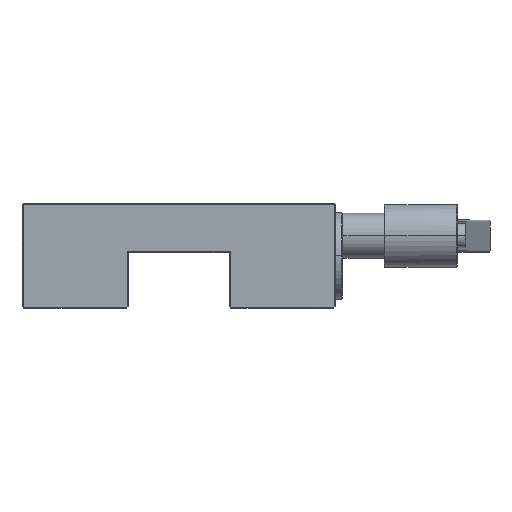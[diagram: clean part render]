
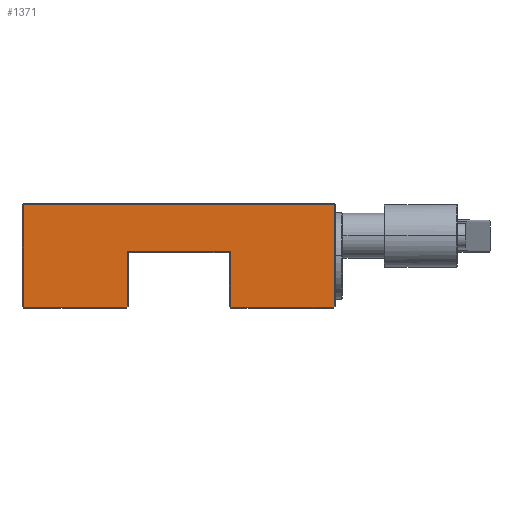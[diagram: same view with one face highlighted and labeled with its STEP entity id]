
A CAD part, top view. The second image highlights one B-rep face of the part: STEP entity #1371.
In plain terms, the highlighted planar face has unit normal (0, 0, 1).
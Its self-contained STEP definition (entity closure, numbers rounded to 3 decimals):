
#8 = EDGE_CURVE ( 'NONE', #1662, #4611, #1401, .T. ) ;
#46 = VERTEX_POINT ( 'NONE', #1060 ) ;
#75 = CARTESIAN_POINT ( 'NONE',  ( 0., 0., 17. ) ) ;
#107 = CARTESIAN_POINT ( 'NONE',  ( -14.8, -29.376, 17. ) ) ;
#190 = LINE ( 'NONE', #2935, #3366 ) ;
#310 = LINE ( 'NONE', #3879, #3845 ) ;
#426 = CARTESIAN_POINT ( 'NONE',  ( -44.7, -29.376, 17. ) ) ;
#472 = ORIENTED_EDGE ( 'NONE', *, *, #5063, .T. ) ;
#503 = CARTESIAN_POINT ( 'NONE',  ( -37.038, -37.038, 17. ) ) ;
#518 = ORIENTED_EDGE ( 'NONE', *, *, #4605, .T. ) ;
#519 = CARTESIAN_POINT ( 'NONE',  ( 15.124, -29.7, 17. ) ) ;
#607 = LINE ( 'NONE', #2705, #1500 ) ;
#641 = EDGE_CURVE ( 'NONE', #4611, #2541, #607, .T. ) ;
#758 = CARTESIAN_POINT ( 'NONE',  ( -7.288, -7.288, 17. ) ) ;
#799 = EDGE_CURVE ( 'NONE', #904, #1662, #1620, .T. ) ;
#849 = ORIENTED_EDGE ( 'NONE', *, *, #799, .T. ) ;
#872 = DIRECTION ( 'NONE',  ( 0.707, 0.707, 0. ) ) ;
#904 = VERTEX_POINT ( 'NONE', #426 ) ;
#933 = PLANE ( 'NONE',  #1337 ) ;
#959 = CARTESIAN_POINT ( 'NONE',  ( -15., -29.7, 17. ) ) ;
#1058 = DIRECTION ( 'NONE',  ( -1., 0., 0. ) ) ;
#1060 = CARTESIAN_POINT ( 'NONE',  ( 44.7, -29.376, 17. ) ) ;
#1109 = CARTESIAN_POINT ( 'NONE',  ( -44.376, -29.7, 17. ) ) ;
#1144 = VECTOR ( 'NONE', #5109, 1000. ) ;
#1179 = ORIENTED_EDGE ( 'NONE', *, *, #2098, .T. ) ;
#1280 = VERTEX_POINT ( 'NONE', #1716 ) ;
#1332 = EDGE_CURVE ( 'NONE', #2767, #1652, #3642, .T. ) ;
#1337 = AXIS2_PLACEMENT_3D ( 'NONE', #75, #3620, #2512 ) ;
#1371 = ADVANCED_FACE ( 'NONE', ( #4876 ), #933, .T. ) ;
#1391 = LINE ( 'NONE', #4179, #3039 ) ;
#1401 = LINE ( 'NONE', #959, #3672 ) ;
#1403 = VERTEX_POINT ( 'NONE', #519 ) ;
#1477 = VECTOR ( 'NONE', #3194, 1000. ) ;
#1483 = DIRECTION ( 'NONE',  ( 0., 1., 0. ) ) ;
#1500 = VECTOR ( 'NONE', #2340, 1000. ) ;
#1587 = ORIENTED_EDGE ( 'NONE', *, *, #4091, .T. ) ;
#1620 = LINE ( 'NONE', #503, #1477 ) ;
#1652 = VERTEX_POINT ( 'NONE', #3456 ) ;
#1662 = VERTEX_POINT ( 'NONE', #1109 ) ;
#1695 = CARTESIAN_POINT ( 'NONE',  ( 14.8, -13.7, 17. ) ) ;
#1705 = VECTOR ( 'NONE', #4589, 1000. ) ;
#1716 = CARTESIAN_POINT ( 'NONE',  ( -44.7, -0.3, 17. ) ) ;
#1831 = CARTESIAN_POINT ( 'NONE',  ( -45., -0.3, 17. ) ) ;
#1839 = ORIENTED_EDGE ( 'NONE', *, *, #8, .T. ) ;
#2098 = EDGE_CURVE ( 'NONE', #1403, #4714, #3888, .T. ) ;
#2232 = CARTESIAN_POINT ( 'NONE',  ( 14.5, -13.7, 17. ) ) ;
#2249 = VERTEX_POINT ( 'NONE', #3730 ) ;
#2250 = LINE ( 'NONE', #1831, #4102 ) ;
#2280 = ORIENTED_EDGE ( 'NONE', *, *, #641, .T. ) ;
#2340 = DIRECTION ( 'NONE',  ( 0.707, 0.707, 0. ) ) ;
#2478 = EDGE_LOOP ( 'NONE', ( #4693, #2617, #1179, #3050, #4503, #1587, #518, #849, #1839, #2280, #3638, #472 ) ) ;
#2512 = DIRECTION ( 'NONE',  ( 1., 0., 0. ) ) ;
#2541 = VERTEX_POINT ( 'NONE', #107 ) ;
#2617 = ORIENTED_EDGE ( 'NONE', *, *, #4207, .T. ) ;
#2653 = CARTESIAN_POINT ( 'NONE',  ( 44.7, -0.3, 17. ) ) ;
#2692 = LINE ( 'NONE', #3803, #1705 ) ;
#2705 = CARTESIAN_POINT ( 'NONE',  ( 7.288, -7.288, 17. ) ) ;
#2767 = VERTEX_POINT ( 'NONE', #1695 ) ;
#2821 = CARTESIAN_POINT ( 'NONE',  ( 14.8, 0., 17. ) ) ;
#2849 = EDGE_CURVE ( 'NONE', #46, #3285, #310, .T. ) ;
#2922 = EDGE_CURVE ( 'NONE', #2541, #2249, #2692, .T. ) ;
#2935 = CARTESIAN_POINT ( 'NONE',  ( 37.038, -37.038, 17. ) ) ;
#3039 = VECTOR ( 'NONE', #4545, 1000. ) ;
#3046 = VECTOR ( 'NONE', #4282, 1000. ) ;
#3050 = ORIENTED_EDGE ( 'NONE', *, *, #4383, .T. ) ;
#3194 = DIRECTION ( 'NONE',  ( 0.707, -0.707, 0. ) ) ;
#3285 = VERTEX_POINT ( 'NONE', #2653 ) ;
#3366 = VECTOR ( 'NONE', #872, 1000. ) ;
#3456 = CARTESIAN_POINT ( 'NONE',  ( 14.8, -29.376, 17. ) ) ;
#3555 = VECTOR ( 'NONE', #3696, 1000. ) ;
#3620 = DIRECTION ( 'NONE',  ( 0., 0., 1. ) ) ;
#3638 = ORIENTED_EDGE ( 'NONE', *, *, #2922, .T. ) ;
#3642 = LINE ( 'NONE', #2821, #3555 ) ;
#3672 = VECTOR ( 'NONE', #4945, 1000. ) ;
#3696 = DIRECTION ( 'NONE',  ( 0., -1., 0. ) ) ;
#3730 = CARTESIAN_POINT ( 'NONE',  ( -14.8, -13.7, 17. ) ) ;
#3800 = DIRECTION ( 'NONE',  ( 1., 0., 0. ) ) ;
#3803 = CARTESIAN_POINT ( 'NONE',  ( -14.8, -14., 17. ) ) ;
#3845 = VECTOR ( 'NONE', #1483, 1000. ) ;
#3879 = CARTESIAN_POINT ( 'NONE',  ( 44.7, 0., 17. ) ) ;
#3888 = LINE ( 'NONE', #5082, #1144 ) ;
#4087 = VECTOR ( 'NONE', #3800, 1000. ) ;
#4091 = EDGE_CURVE ( 'NONE', #3285, #1280, #2250, .T. ) ;
#4102 = VECTOR ( 'NONE', #1058, 1000. ) ;
#4179 = CARTESIAN_POINT ( 'NONE',  ( -44.7, -29.5, 17. ) ) ;
#4207 = EDGE_CURVE ( 'NONE', #1652, #1403, #4710, .T. ) ;
#4282 = DIRECTION ( 'NONE',  ( 0.707, -0.707, 0. ) ) ;
#4383 = EDGE_CURVE ( 'NONE', #4714, #46, #190, .T. ) ;
#4384 = CARTESIAN_POINT ( 'NONE',  ( -15.124, -29.7, 17. ) ) ;
#4503 = ORIENTED_EDGE ( 'NONE', *, *, #2849, .T. ) ;
#4545 = DIRECTION ( 'NONE',  ( 0., -1., 0. ) ) ;
#4589 = DIRECTION ( 'NONE',  ( 0., 1., 0. ) ) ;
#4605 = EDGE_CURVE ( 'NONE', #1280, #904, #1391, .T. ) ;
#4611 = VERTEX_POINT ( 'NONE', #4384 ) ;
#4693 = ORIENTED_EDGE ( 'NONE', *, *, #1332, .T. ) ;
#4700 = CARTESIAN_POINT ( 'NONE',  ( 44.376, -29.7, 17. ) ) ;
#4710 = LINE ( 'NONE', #758, #3046 ) ;
#4714 = VERTEX_POINT ( 'NONE', #4700 ) ;
#4716 = LINE ( 'NONE', #2232, #4087 ) ;
#4876 = FACE_OUTER_BOUND ( 'NONE', #2478, .T. ) ;
#4945 = DIRECTION ( 'NONE',  ( 1., 0., 0. ) ) ;
#5063 = EDGE_CURVE ( 'NONE', #2249, #2767, #4716, .T. ) ;
#5082 = CARTESIAN_POINT ( 'NONE',  ( 0., -29.7, 17. ) ) ;
#5109 = DIRECTION ( 'NONE',  ( 1., 0., 0. ) ) ;
